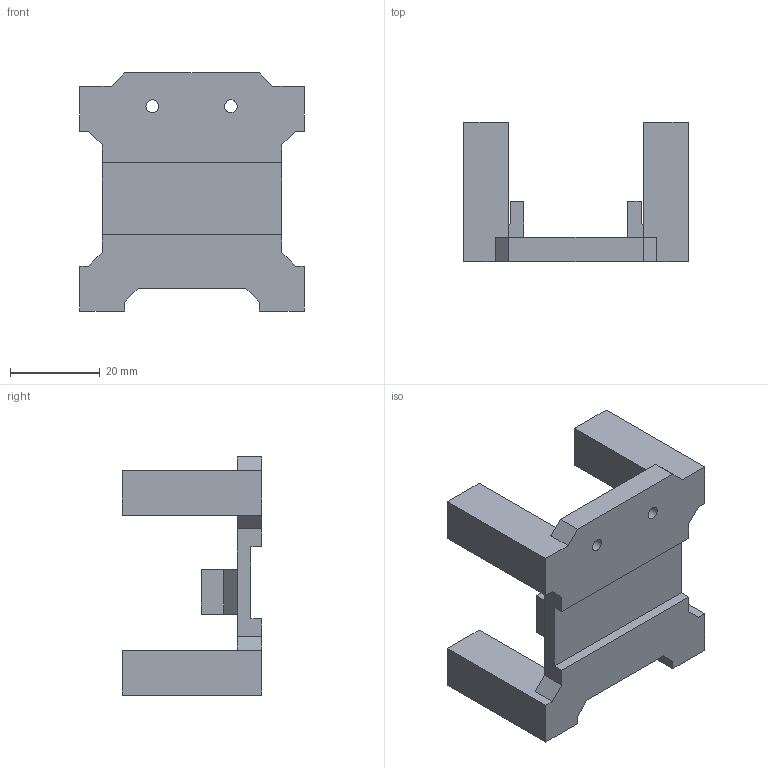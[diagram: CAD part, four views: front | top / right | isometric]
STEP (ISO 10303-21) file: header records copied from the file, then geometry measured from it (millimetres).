
FILE_DESCRIPTION(/* description */ (''),/* implementation_level */ '2;1');
FILE_NAME(/* name */ 'Motor Cage v2.step',/* time_stamp */ '2023-05-16T12:07:38+02:00',/* author */ (''),/* organization */ (''),/* preprocessor_version */ 'ST-DEVELOPER v19.2',/* originating_system */ 'Autodesk Translation Framework v12.4.0.73',/* authorisation */ '');
FILE_SCHEMA (('AUTOMOTIVE_DESIGN { 1 0 10303 214 3 1 1 }'));
Length unit declared in the file: millimetre
Products named in the file (1): Motor Cage
Bounding box: 50 x 31 x 53 mm (x, y, z)
Volume: 20003 mm3; surface area: 11388.9 mm2
Topology: 1 solids, 1 shells, 96 faces, 240 edges, 160 vertices
Faces by surface type: plane 86, cylinder 10
Full cylindrical faces by diameter (mm): 2.8 x2, 3.3 x4, 3.5 x4
Entity records: 2865 total; most frequent: CARTESIAN_POINT 497, ORIENTED_EDGE 480, DIRECTION 454, EDGE_CURVE 240, LINE 220, VECTOR 220, VERTEX_POINT 160, AXIS2_PLACEMENT_3D 117
